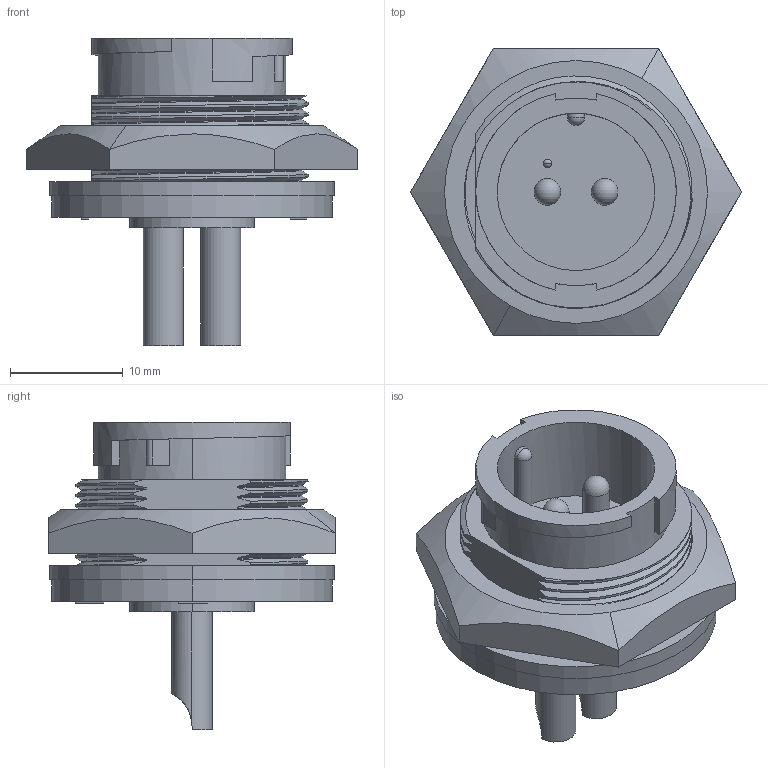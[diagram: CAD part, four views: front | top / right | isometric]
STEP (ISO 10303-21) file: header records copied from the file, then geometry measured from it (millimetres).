
FILE_DESCRIPTION (( 'STEP AP203' ), '1' );
FILE_NAME ('4182-2PG-300.STEP', '2012-10-05T15:30:03', ( 'J0FPBF1' ), ( '' ), 'SwSTEP 2.0', 'SolidWorks 2011', '' );
FILE_SCHEMA (( 'CONFIG_CONTROL_DESIGN' ));
Length unit declared in the file: inch
Products named in the file (1): 4182-2PG-300
Bounding box: 29.33 x 25.4 x 27.25 mm (x, y, z)
Volume: 5024.7 mm3; surface area: 4169.9 mm2
Topology: 2 solids, 2 shells, 234 faces, 644 edges, 425 vertices
Faces by surface type: bspline 104, plane 64, cylinder 59, sphere 5, cone 2
Entity records: 16140 total; most frequent: CARTESIAN_POINT 11082, ORIENTED_EDGE 1268, DIRECTION 665, EDGE_CURVE 634, VERTEX_POINT 420, VECTOR 277, LINE 277, EDGE_LOOP 252
